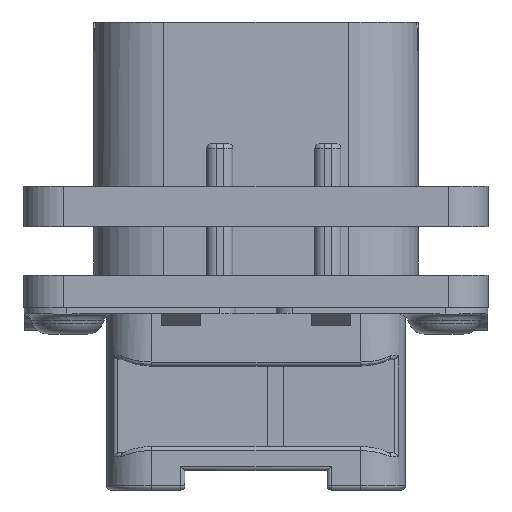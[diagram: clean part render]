
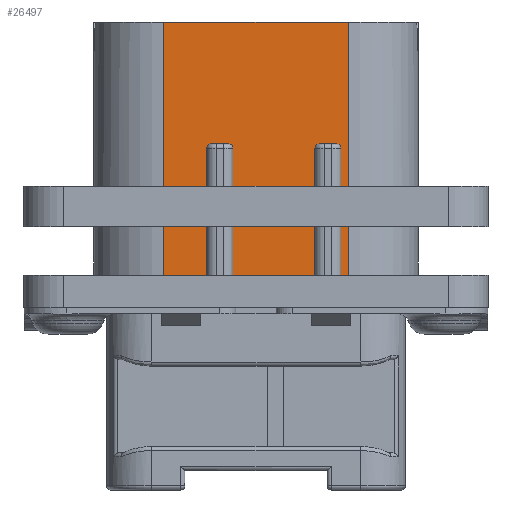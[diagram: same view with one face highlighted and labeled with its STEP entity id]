
A CAD part, front view. The second image highlights one B-rep face of the part: STEP entity #26497.
In plain terms, the highlighted planar face has unit normal (0, -1, 0).
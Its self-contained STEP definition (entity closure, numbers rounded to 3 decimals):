
#1343=DIRECTION('',(1.,0.,0.));
#1344=VECTOR('',#1343,11.4);
#1345=CARTESIAN_POINT('',(-5.7,-9.,17.67));
#1346=LINE('',#1345,#1344);
#1562=DIRECTION('',(0.,0.,1.));
#1563=VECTOR('',#1562,7.87);
#1564=CARTESIAN_POINT('',(-1.44,-9.,2.));
#1565=LINE('',#1564,#1563);
#1566=DIRECTION('',(1.,0.,0.));
#1567=VECTOR('',#1566,1.1);
#1568=CARTESIAN_POINT('',(-2.79,-9.,10.12));
#1569=LINE('',#1568,#1567);
#1570=DIRECTION('',(0.,0.,1.));
#1571=VECTOR('',#1570,7.87);
#1572=CARTESIAN_POINT('',(-3.04,-9.,2.));
#1573=LINE('',#1572,#1571);
#1574=DIRECTION('',(0.,0.,-1.));
#1575=VECTOR('',#1574,15.67);
#1576=CARTESIAN_POINT('',(-5.7,-9.,17.67));
#1577=LINE('',#1576,#1575);
#1578=DIRECTION('',(0.,0.,-1.));
#1579=VECTOR('',#1578,15.67);
#1580=CARTESIAN_POINT('',(5.7,-9.,17.67));
#1581=LINE('',#1580,#1579);
#1582=DIRECTION('',(0.,0.,1.));
#1583=VECTOR('',#1582,7.87);
#1584=CARTESIAN_POINT('',(5.25,-9.,2.));
#1585=LINE('',#1584,#1583);
#1586=DIRECTION('',(1.,0.,0.));
#1587=VECTOR('',#1586,1.1);
#1588=CARTESIAN_POINT('',(3.9,-9.,10.12));
#1589=LINE('',#1588,#1587);
#1590=DIRECTION('',(0.,0.,1.));
#1591=VECTOR('',#1590,7.87);
#1592=CARTESIAN_POINT('',(3.65,-9.,2.));
#1593=LINE('',#1592,#1591);
#1607=CARTESIAN_POINT('',(-1.69,-9.,9.87));
#1608=DIRECTION('',(0.,1.,0.));
#1609=DIRECTION('',(0.,0.,1.));
#1610=AXIS2_PLACEMENT_3D('',#1607,#1608,#1609);
#1690=DIRECTION('',(1.,0.,0.));
#1691=VECTOR('',#1690,5.09);
#1692=CARTESIAN_POINT('',(-1.44,-9.,2.));
#1693=LINE('',#1692,#1691);
#1706=CARTESIAN_POINT('',(3.9,-9.,9.87));
#1707=DIRECTION('',(0.,1.,0.));
#1708=DIRECTION('',(-1.,0.,0.));
#1709=AXIS2_PLACEMENT_3D('',#1706,#1707,#1708);
#1738=CARTESIAN_POINT('',(5.,-9.,9.87));
#1739=DIRECTION('',(0.,1.,0.));
#1740=DIRECTION('',(0.,0.,1.));
#1741=AXIS2_PLACEMENT_3D('',#1738,#1739,#1740);
#1759=DIRECTION('',(1.,0.,0.));
#1760=VECTOR('',#1759,0.45);
#1761=CARTESIAN_POINT('',(5.25,-9.,2.));
#1762=LINE('',#1761,#1760);
#4310=DIRECTION('',(1.,0.,0.));
#4311=VECTOR('',#4310,2.66);
#4312=CARTESIAN_POINT('',(-5.7,-9.,2.));
#4313=LINE('',#4312,#4311);
#10522=CARTESIAN_POINT('',(-2.79,-9.,9.87));
#10523=DIRECTION('',(0.,1.,0.));
#10524=DIRECTION('',(-1.,0.,0.));
#10525=AXIS2_PLACEMENT_3D('',#10522,#10523,#10524);
#21049=CARTESIAN_POINT('',(-5.7,-9.,17.67));
#21050=CARTESIAN_POINT('',(-5.7,-9.,2.));
#21051=VERTEX_POINT('',#21049);
#21052=VERTEX_POINT('',#21050);
#21053=CARTESIAN_POINT('',(5.7,-9.,17.67));
#21054=CARTESIAN_POINT('',(5.7,-9.,2.));
#21055=VERTEX_POINT('',#21053);
#21056=VERTEX_POINT('',#21054);
#23046=CARTESIAN_POINT('',(-3.04,-9.,2.));
#23047=VERTEX_POINT('',#23046);
#23048=CARTESIAN_POINT('',(-1.44,-9.,2.));
#23049=CARTESIAN_POINT('',(3.65,-9.,2.));
#23050=VERTEX_POINT('',#23048);
#23051=VERTEX_POINT('',#23049);
#23052=CARTESIAN_POINT('',(5.25,-9.,2.));
#23053=VERTEX_POINT('',#23052);
#23135=CARTESIAN_POINT('',(-1.44,-9.,9.87));
#23137=VERTEX_POINT('',#23135);
#23139=CARTESIAN_POINT('',(-1.69,-9.,10.12));
#23141=VERTEX_POINT('',#23139);
#23154=CARTESIAN_POINT('',(-2.79,-9.,10.12));
#23155=VERTEX_POINT('',#23154);
#23156=CARTESIAN_POINT('',(-3.04,-9.,9.87));
#23157=VERTEX_POINT('',#23156);
#23159=CARTESIAN_POINT('',(5.25,-9.,9.87));
#23161=VERTEX_POINT('',#23159);
#23163=CARTESIAN_POINT('',(5.,-9.,10.12));
#23165=VERTEX_POINT('',#23163);
#23178=CARTESIAN_POINT('',(3.9,-9.,10.12));
#23179=VERTEX_POINT('',#23178);
#23180=CARTESIAN_POINT('',(3.65,-9.,9.87));
#23181=VERTEX_POINT('',#23180);
#26460=CARTESIAN_POINT('',(-10.05,-9.,2.));
#26461=DIRECTION('',(0.,-1.,0.));
#26462=DIRECTION('',(1.,0.,0.));
#26463=AXIS2_PLACEMENT_3D('',#26460,#26461,#26462);
#26464=PLANE('',#26463);
#26466=ORIENTED_EDGE('',*,*,#26465,.T.);
#26468=ORIENTED_EDGE('',*,*,#26467,.F.);
#26470=ORIENTED_EDGE('',*,*,#26469,.F.);
#26472=ORIENTED_EDGE('',*,*,#26471,.F.);
#26474=ORIENTED_EDGE('',*,*,#26473,.F.);
#26476=ORIENTED_EDGE('',*,*,#26475,.F.);
#26478=ORIENTED_EDGE('',*,*,#26477,.F.);
#26479=ORIENTED_EDGE('',*,*,#26347,.T.);
#26480=ORIENTED_EDGE('',*,*,#26257,.T.);
#26482=ORIENTED_EDGE('',*,*,#26481,.F.);
#26484=ORIENTED_EDGE('',*,*,#26483,.T.);
#26486=ORIENTED_EDGE('',*,*,#26485,.F.);
#26488=ORIENTED_EDGE('',*,*,#26487,.F.);
#26490=ORIENTED_EDGE('',*,*,#26489,.F.);
#26492=ORIENTED_EDGE('',*,*,#26491,.F.);
#26494=ORIENTED_EDGE('',*,*,#26493,.F.);
#26495=EDGE_LOOP('',(#26466,#26468,#26470,#26472,#26474,#26476,#26478,#26479,
#26480,#26482,#26484,#26486,#26488,#26490,#26492,#26494));
#26496=FACE_OUTER_BOUND('',#26495,.F.);
#26497=ADVANCED_FACE('',(#26496),#26464,.T.);
#1611=CIRCLE('',#1610,0.25);
#1710=CIRCLE('',#1709,0.25);
#1742=CIRCLE('',#1741,0.25);
#10526=CIRCLE('',#10525,0.25);
#26257=EDGE_CURVE('',#21055,#21056,#1581,.T.);
#26347=EDGE_CURVE('',#21051,#21055,#1346,.T.);
#26465=EDGE_CURVE('',#23050,#23137,#1565,.T.);
#26467=EDGE_CURVE('',#23141,#23137,#1611,.T.);
#26469=EDGE_CURVE('',#23155,#23141,#1569,.T.);
#26471=EDGE_CURVE('',#23157,#23155,#10526,.T.);
#26473=EDGE_CURVE('',#23047,#23157,#1573,.T.);
#26475=EDGE_CURVE('',#21052,#23047,#4313,.T.);
#26477=EDGE_CURVE('',#21051,#21052,#1577,.T.);
#26481=EDGE_CURVE('',#23053,#21056,#1762,.T.);
#26483=EDGE_CURVE('',#23053,#23161,#1585,.T.);
#26485=EDGE_CURVE('',#23165,#23161,#1742,.T.);
#26487=EDGE_CURVE('',#23179,#23165,#1589,.T.);
#26489=EDGE_CURVE('',#23181,#23179,#1710,.T.);
#26491=EDGE_CURVE('',#23051,#23181,#1593,.T.);
#26493=EDGE_CURVE('',#23050,#23051,#1693,.T.);
